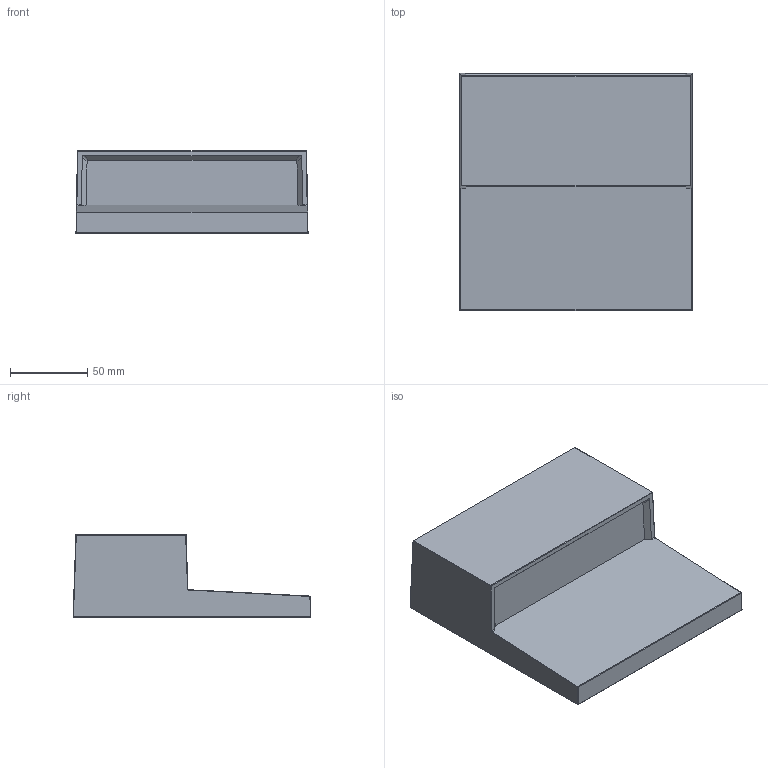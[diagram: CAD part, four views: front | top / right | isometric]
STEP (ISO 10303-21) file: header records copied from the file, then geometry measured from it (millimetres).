
FILE_DESCRIPTION (( 'STEP AP214' ), '1' );
FILE_NAME ('RDPIB.STEP', '2016-10-18T16:57:35', ( '' ), ( '' ), 'SwSTEP 2.0', 'SolidWorks 2012', '' );
FILE_SCHEMA (( 'AUTOMOTIVE_DESIGN' ));
Length unit declared in the file: inch
Products named in the file (1): RDPIB
Bounding box: 149.85 x 153.65 x 53.34 mm (x, y, z)
Volume: 740482.3 mm3; surface area: 71794.7 mm2
Topology: 1 solids, 1 shells, 72 faces, 173 edges, 100 vertices
Faces by surface type: cylinder 33, plane 19, bspline 10, sphere 10
Entity records: 2112 total; most frequent: CARTESIAN_POINT 591, ORIENTED_EDGE 330, DIRECTION 294, EDGE_CURVE 165, AXIS2_PLACEMENT_3D 109, VERTEX_POINT 96, VECTOR 76, LINE 76
